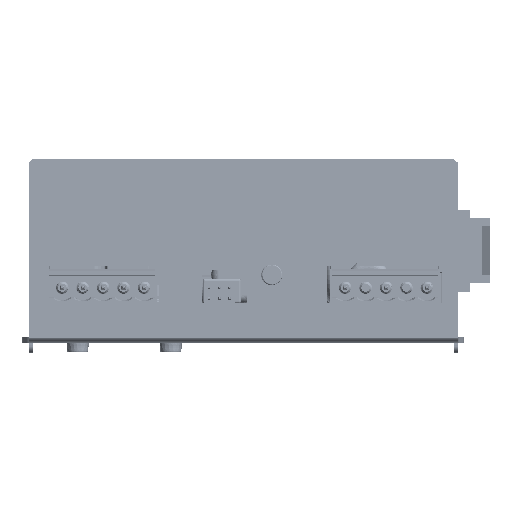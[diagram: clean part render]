
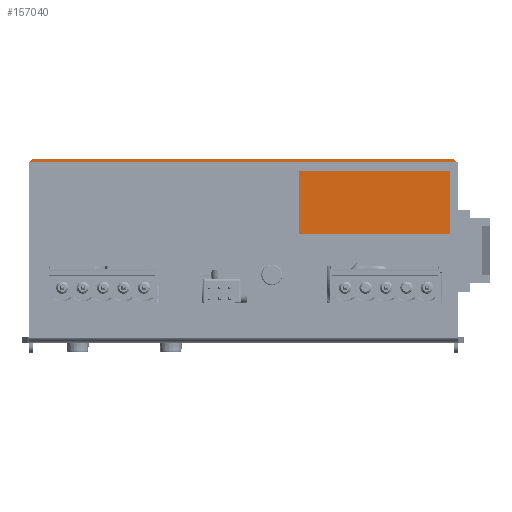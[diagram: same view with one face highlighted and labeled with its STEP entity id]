
A CAD part, front view. The second image highlights one B-rep face of the part: STEP entity #157040.
In plain terms, the highlighted planar face has unit normal (0, -1, 0).
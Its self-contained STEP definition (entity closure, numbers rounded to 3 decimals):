
#156906=CARTESIAN_POINT('',(0.,-50.25,22.518));
#156907=DIRECTION('',(0.0,1.0,0.0));
#156908=DIRECTION('',(0.0,0.0,1.0));
#156909=AXIS2_PLACEMENT_3D('',#156906,#156907,#156908);
#156910=PLANE('',#156909);
#156911=CARTESIAN_POINT('',(51.5,-50.25,45.));
#156912=VERTEX_POINT('',#156911);
#156913=CARTESIAN_POINT('',(52.5,-50.25,44.));
#156914=VERTEX_POINT('',#156913);
#156915=CARTESIAN_POINT('',(51.5,-50.25,45.));
#156916=DIRECTION('',(0.707,0.0,-0.707));
#156917=VECTOR('',#156916,1.414);
#156918=LINE('',#156915,#156917);
#156919=EDGE_CURVE('',#156912,#156914,#156918,.T.);
#156920=ORIENTED_EDGE('',*,*,#156919,.F.);
#156921=CARTESIAN_POINT('',(-51.5,-50.25,45.));
#156922=VERTEX_POINT('',#156921);
#156923=CARTESIAN_POINT('',(-51.5,-50.25,45.));
#156924=DIRECTION('',(1.0,0.0,0.0));
#156925=VECTOR('',#156924,103.0);
#156926=LINE('',#156923,#156925);
#156927=EDGE_CURVE('',#156922,#156912,#156926,.T.);
#156928=ORIENTED_EDGE('',*,*,#156927,.F.);
#156929=CARTESIAN_POINT('',(-52.5,-50.25,44.));
#156930=VERTEX_POINT('',#156929);
#156931=CARTESIAN_POINT('',(-52.5,-50.25,44.));
#156932=DIRECTION('',(0.707,0.0,0.707));
#156933=VECTOR('',#156932,1.414);
#156934=LINE('',#156931,#156933);
#156935=EDGE_CURVE('',#156930,#156922,#156934,.T.);
#156936=ORIENTED_EDGE('',*,*,#156935,.F.);
#156937=CARTESIAN_POINT('',(-52.5,-50.25,2.25));
#156938=VERTEX_POINT('',#156937);
#156939=CARTESIAN_POINT('',(-52.5,-50.25,2.25));
#156940=DIRECTION('',(0.0,0.0,1.0));
#156941=VECTOR('',#156940,41.75);
#156942=LINE('',#156939,#156941);
#156943=EDGE_CURVE('',#156938,#156930,#156942,.T.);
#156944=ORIENTED_EDGE('',*,*,#156943,.F.);
#156945=CARTESIAN_POINT('',(52.5,-50.25,2.25));
#156946=VERTEX_POINT('',#156945);
#156947=CARTESIAN_POINT('',(-52.5,-50.25,2.25));
#156948=DIRECTION('',(1.0,0.0,0.0));
#156949=VECTOR('',#156948,105.0);
#156950=LINE('',#156947,#156949);
#156951=EDGE_CURVE('',#156938,#156946,#156950,.T.);
#156952=ORIENTED_EDGE('',*,*,#156951,.T.);
#156953=CARTESIAN_POINT('',(52.5,-50.25,44.));
#156954=DIRECTION('',(0.0,0.0,-1.0));
#156955=VECTOR('',#156954,41.75);
#156956=LINE('',#156953,#156955);
#156957=EDGE_CURVE('',#156914,#156946,#156956,.T.);
#156958=ORIENTED_EDGE('',*,*,#156957,.F.);
#156959=EDGE_LOOP('',(#156920,#156928,#156936,#156944,#156952,#156958));
#156960=FACE_OUTER_BOUND('',#156959,.T.);
#156961=CARTESIAN_POINT('',(19.6,-50.25,8.6));
#156962=VERTEX_POINT('',#156961);
#156963=CARTESIAN_POINT('',(19.6,-50.25,19.6));
#156964=VERTEX_POINT('',#156963);
#156965=CARTESIAN_POINT('',(19.6,-50.25,8.6));
#156966=DIRECTION('',(0.0,0.0,1.0));
#156967=VECTOR('',#156966,11.);
#156968=LINE('',#156965,#156967);
#156969=EDGE_CURVE('',#156962,#156964,#156968,.T.);
#156970=ORIENTED_EDGE('',*,*,#156969,.T.);
#156971=CARTESIAN_POINT('',(49.6,-50.25,19.6));
#156972=VERTEX_POINT('',#156971);
#156973=CARTESIAN_POINT('',(19.6,-50.25,19.6));
#156974=DIRECTION('',(1.0,0.0,0.0));
#156975=VECTOR('',#156974,30.);
#156976=LINE('',#156973,#156975);
#156977=EDGE_CURVE('',#156964,#156972,#156976,.T.);
#156978=ORIENTED_EDGE('',*,*,#156977,.T.);
#156979=CARTESIAN_POINT('',(49.6,-50.25,8.6));
#156980=VERTEX_POINT('',#156979);
#156981=CARTESIAN_POINT('',(49.6,-50.25,19.6));
#156982=DIRECTION('',(0.0,0.0,-1.0));
#156983=VECTOR('',#156982,11.);
#156984=LINE('',#156981,#156983);
#156985=EDGE_CURVE('',#156972,#156980,#156984,.T.);
#156986=ORIENTED_EDGE('',*,*,#156985,.T.);
#156987=CARTESIAN_POINT('',(49.6,-50.25,8.6));
#156988=DIRECTION('',(-1.0,0.0,0.0));
#156989=VECTOR('',#156988,30.);
#156990=LINE('',#156987,#156989);
#156991=EDGE_CURVE('',#156980,#156962,#156990,.T.);
#156992=ORIENTED_EDGE('',*,*,#156991,.T.);
#156993=EDGE_LOOP('',(#156970,#156978,#156986,#156992));
#156994=FACE_BOUND('',#156993,.T.);
#156995=CARTESIAN_POINT('',(-49.6,-50.25,8.6));
#156996=VERTEX_POINT('',#156995);
#156997=CARTESIAN_POINT('',(-49.6,-50.25,19.6));
#156998=VERTEX_POINT('',#156997);
#156999=CARTESIAN_POINT('',(-49.6,-50.25,8.6));
#157000=DIRECTION('',(0.0,0.0,1.0));
#157001=VECTOR('',#157000,11.);
#157002=LINE('',#156999,#157001);
#157003=EDGE_CURVE('',#156996,#156998,#157002,.T.);
#157004=ORIENTED_EDGE('',*,*,#157003,.T.);
#157005=CARTESIAN_POINT('',(2.4,-50.25,19.6));
#157006=VERTEX_POINT('',#157005);
#157007=CARTESIAN_POINT('',(-49.6,-50.25,19.6));
#157008=DIRECTION('',(1.0,0.0,0.0));
#157009=VECTOR('',#157008,52.);
#157010=LINE('',#157007,#157009);
#157011=EDGE_CURVE('',#156998,#157006,#157010,.T.);
#157012=ORIENTED_EDGE('',*,*,#157011,.T.);
#157013=CARTESIAN_POINT('',(2.4,-50.25,8.6));
#157014=VERTEX_POINT('',#157013);
#157015=CARTESIAN_POINT('',(2.4,-50.25,19.6));
#157016=DIRECTION('',(0.0,0.0,-1.0));
#157017=VECTOR('',#157016,11.);
#157018=LINE('',#157015,#157017);
#157019=EDGE_CURVE('',#157006,#157014,#157018,.T.);
#157020=ORIENTED_EDGE('',*,*,#157019,.T.);
#157021=CARTESIAN_POINT('',(2.4,-50.25,8.6));
#157022=DIRECTION('',(-1.0,0.0,0.0));
#157023=VECTOR('',#157022,52.);
#157024=LINE('',#157021,#157023);
#157025=EDGE_CURVE('',#157014,#156996,#157024,.T.);
#157026=ORIENTED_EDGE('',*,*,#157025,.T.);
#157027=EDGE_LOOP('',(#157004,#157012,#157020,#157026));
#157028=FACE_BOUND('',#157027,.T.);
#157029=CARTESIAN_POINT('',(10.,-50.25,16.5));
#157030=VERTEX_POINT('',#157029);
#157031=CARTESIAN_POINT('',(7.,-50.25,16.5));
#157032=DIRECTION('',(0.0,1.0,0.0));
#157033=DIRECTION('',(1.0,0.0,0.0));
#157034=AXIS2_PLACEMENT_3D('',#157031,#157032,#157033);
#157035=CIRCLE('',#157034,3.0);
#157036=EDGE_CURVE('',#157030,#157030,#157035,.T.);
#157037=ORIENTED_EDGE('',*,*,#157036,.T.);
#157038=EDGE_LOOP('',(#157037));
#157039=FACE_BOUND('',#157038,.T.);
#157040=ADVANCED_FACE('',(#156960,#156994,#157028,#157039),#156910,.F.);
